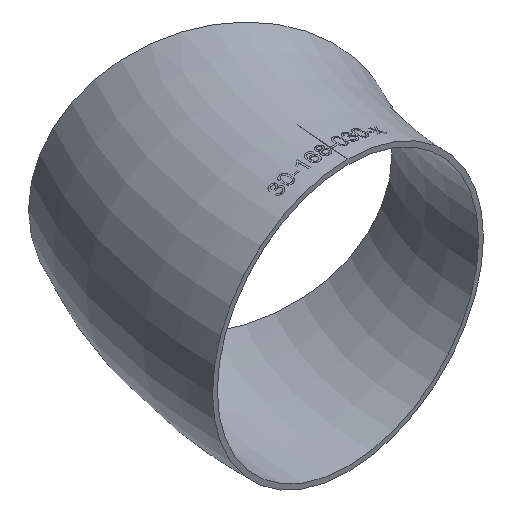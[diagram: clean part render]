
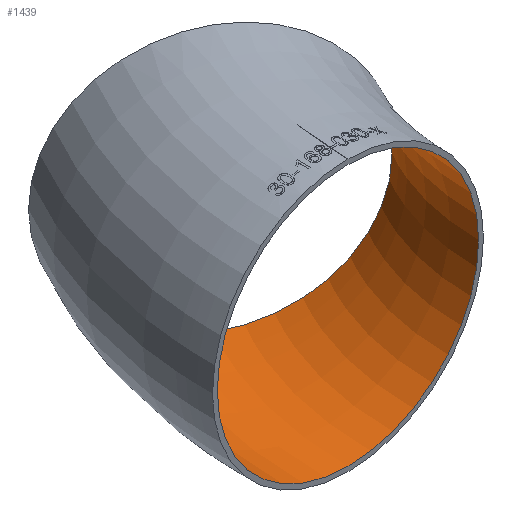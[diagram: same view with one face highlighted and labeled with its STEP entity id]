
A CAD part, isometric view. The second image highlights one B-rep face of the part: STEP entity #1439.
In plain terms, the highlighted toroidal (fillet/blend) face has major radius 228 mm and minor radius 81.15 mm.
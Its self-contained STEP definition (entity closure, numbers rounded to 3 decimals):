
#1439 = ADVANCED_FACE ( 'NONE', ( #26129, #16543 ), #29161, .F. ) ;
#2118 = CARTESIAN_POINT ( 'NONE',  ( 0., 0., 0. ) ) ;
#2757 = CIRCLE ( 'NONE', #27299, 81.15 ) ;
#3556 = EDGE_CURVE ( 'NONE', #14185, #14185, #25624, .T. ) ;
#4645 = DIRECTION ( 'NONE',  ( 0., 0., -1. ) ) ;
#5119 = DIRECTION ( 'NONE',  ( 0.5, 0.866, 0. ) ) ;
#8582 = EDGE_LOOP ( 'NONE', ( #14361 ) ) ;
#9852 = EDGE_LOOP ( 'NONE', ( #20999 ) ) ;
#11898 = CARTESIAN_POINT ( 'NONE',  ( -228., 0., 0. ) ) ;
#12073 = AXIS2_PLACEMENT_3D ( 'NONE', #12157, #5119, #18935 ) ;
#12091 = AXIS2_PLACEMENT_3D ( 'NONE', #2118, #4645, #21255 ) ;
#12157 = CARTESIAN_POINT ( 'NONE',  ( -197.454, 114., 0. ) ) ;
#14185 = VERTEX_POINT ( 'NONE', #26732 ) ;
#14361 = ORIENTED_EDGE ( 'NONE', *, *, #26956, .F. ) ;
#16543 = FACE_OUTER_BOUND ( 'NONE', #8582, .T. ) ;
#18935 = DIRECTION ( 'NONE',  ( -0.866, 0.5, 0. ) ) ;
#19508 = CARTESIAN_POINT ( 'NONE',  ( -228., 0., 81.15 ) ) ;
#20999 = ORIENTED_EDGE ( 'NONE', *, *, #3556, .T. ) ;
#21255 = DIRECTION ( 'NONE',  ( -1., 0., 0. ) ) ;
#21476 = DIRECTION ( 'NONE',  ( 0., 1., 0. ) ) ;
#23916 = VERTEX_POINT ( 'NONE', #19508 ) ;
#25624 = CIRCLE ( 'NONE', #12073, 81.15 ) ;
#25740 = DIRECTION ( 'NONE',  ( 0., 0., 1. ) ) ;
#26129 = FACE_OUTER_BOUND ( 'NONE', #9852, .T. ) ;
#26732 = CARTESIAN_POINT ( 'NONE',  ( -267.732, 154.575, 0. ) ) ;
#26956 = EDGE_CURVE ( 'NONE', #23916, #23916, #2757, .T. ) ;
#27299 = AXIS2_PLACEMENT_3D ( 'NONE', #11898, #21476, #25740 ) ;
#29161 = TOROIDAL_SURFACE ( 'NONE', #12091, 228., 81.15 ) ;
